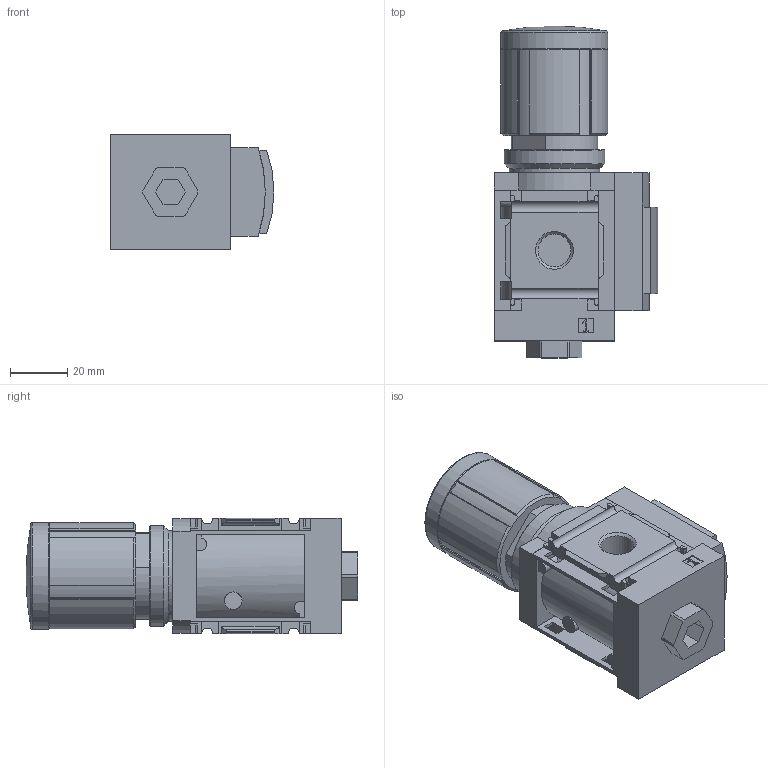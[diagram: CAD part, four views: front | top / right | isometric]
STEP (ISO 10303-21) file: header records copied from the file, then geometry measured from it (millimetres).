
FILE_DESCRIPTION(/* description */ ('STEP AP214'),/* implementation_level */ '2;1');
FILE_NAME(/* name */ '8190241_MS4-LR-1_4-D7',/* time_stamp */ '2024-09-09T18:50:53+02:00',/* author */ ('License CC BY-ND 4.0'),/* organization */ ('CADENAS'),/* preprocessor_version */ 'ST-DEVELOPER v19.3',/* originating_system */ 'PARTsolutions',/* authorisation */ ' ');
FILE_SCHEMA (('AUTOMOTIVE_DESIGN {1 0 10303 214 3 1 1}'));
Length unit declared in the file: millimetre
Products named in the file (3): 8190241 MS4-LR-1/4-D7; 527690 MS4-LR-1/4-D7-0D; 3343944 LRP-...-6
Assembly tree (2 placements, depth 2):
  8190241 MS4-LR-1/4-D7
    527690 MS4-LR-1/4-D7-0D
    3343944 LRP-...-6
Bounding box: 57 x 115.5 x 40.2 mm (x, y, z)
Volume: 154892 mm3; surface area: 26709.3 mm2
Topology: 2 solids, 2 shells, 291 faces, 798 edges, 519 vertices
Faces by surface type: plane 211, cylinder 59, cone 19, sphere 1, torus 1
Full cylindrical faces by diameter (mm): 6.1 x1, 11.445 x2, 28.376 x1, 31.6 x1, 35 x1, 37.2 x1
Entity records: 11123 total; most frequent: CARTESIAN_POINT 1706, ORIENTED_EDGE 1554, DIRECTION 1474, EDGE_CURVE 777, LINE 602, VECTOR 602, VERTEX_POINT 516, AXIS2_PLACEMENT_3D 436
